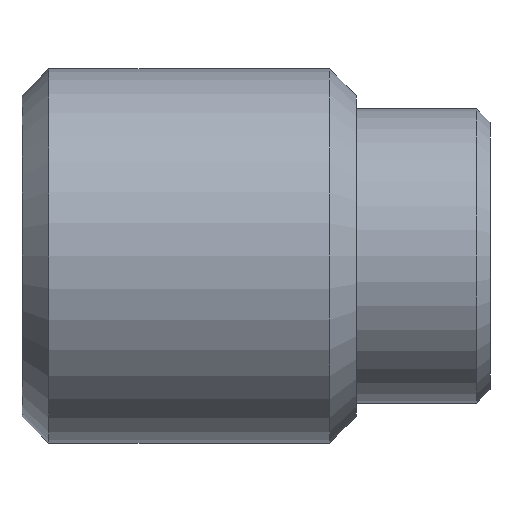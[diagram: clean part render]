
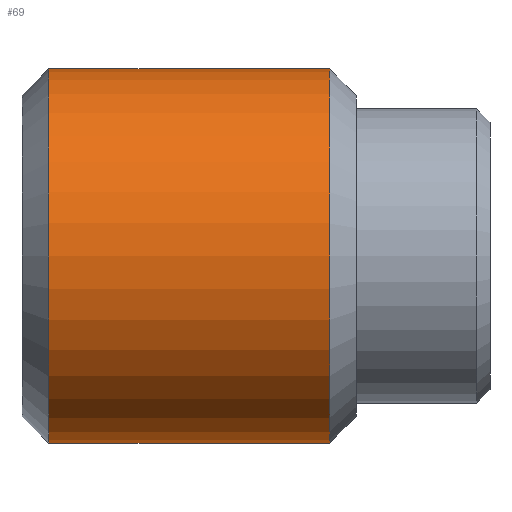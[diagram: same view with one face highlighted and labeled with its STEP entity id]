
A CAD part, left-side view. The second image highlights one B-rep face of the part: STEP entity #69.
In plain terms, the highlighted cylindrical face has radius 3.556 mm (diameter 7.112 mm), a partial arc.
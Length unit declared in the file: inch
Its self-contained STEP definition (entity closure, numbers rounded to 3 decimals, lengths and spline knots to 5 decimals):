
#21 = VERTEX_POINT ( 'NONE', #1296 ) ;
#69 = ADVANCED_FACE ( 'NONE', ( #893 ), #432, .T. ) ;
#88 = VECTOR ( 'NONE', #650, 39.37008 ) ;
#93 = CARTESIAN_POINT ( 'NONE',  ( -0.0675, -0.07497, 0.20544 ) ) ;
#176 = EDGE_LOOP ( 'NONE', ( #731, #984, #618, #1029 ) ) ;
#190 = CARTESIAN_POINT ( 'NONE',  ( -0.0675, -0.07497, 0.34544 ) ) ;
#203 = VERTEX_POINT ( 'NONE', #302 ) ;
#302 = CARTESIAN_POINT ( 'NONE',  ( -0.0675, -0.09497, 0.06544 ) ) ;
#338 = AXIS2_PLACEMENT_3D ( 'NONE', #579, #1291, #673 ) ;
#344 = CARTESIAN_POINT ( 'NONE',  ( -0.0675, -0.07497, 0.06544 ) ) ;
#355 = VERTEX_POINT ( 'NONE', #1114 ) ;
#432 = CYLINDRICAL_SURFACE ( 'NONE', #520, 0.14 ) ;
#455 = CIRCLE ( 'NONE', #1052, 0.14 ) ;
#520 = AXIS2_PLACEMENT_3D ( 'NONE', #93, #883, #754 ) ;
#579 = CARTESIAN_POINT ( 'NONE',  ( -0.0675, -0.30497, 0.20544 ) ) ;
#618 = ORIENTED_EDGE ( 'NONE', *, *, #1276, .T. ) ;
#625 = LINE ( 'NONE', #344, #88 ) ;
#640 = DIRECTION ( 'NONE',  ( 0., 0., 1. ) ) ;
#650 = DIRECTION ( 'NONE',  ( 0., -1., 0. ) ) ;
#673 = DIRECTION ( 'NONE',  ( 0., 0., 1. ) ) ;
#674 = VERTEX_POINT ( 'NONE', #916 ) ;
#731 = ORIENTED_EDGE ( 'NONE', *, *, #868, .F. ) ;
#741 = CARTESIAN_POINT ( 'NONE',  ( -0.0675, -0.09497, 0.20544 ) ) ;
#754 = DIRECTION ( 'NONE',  ( 0., 0., -1. ) ) ;
#768 = EDGE_CURVE ( 'NONE', #674, #203, #455, .T. ) ;
#868 = EDGE_CURVE ( 'NONE', #674, #355, #1292, .T. ) ;
#880 = EDGE_CURVE ( 'NONE', #21, #355, #1168, .T. ) ;
#883 = DIRECTION ( 'NONE',  ( 0., -1., 0. ) ) ;
#893 = FACE_OUTER_BOUND ( 'NONE', #176, .T. ) ;
#916 = CARTESIAN_POINT ( 'NONE',  ( -0.0675, -0.09497, 0.34544 ) ) ;
#941 = VECTOR ( 'NONE', #972, 39.37008 ) ;
#972 = DIRECTION ( 'NONE',  ( 0., -1., 0. ) ) ;
#984 = ORIENTED_EDGE ( 'NONE', *, *, #768, .T. ) ;
#1029 = ORIENTED_EDGE ( 'NONE', *, *, #880, .T. ) ;
#1052 = AXIS2_PLACEMENT_3D ( 'NONE', #741, #1056, #640 ) ;
#1056 = DIRECTION ( 'NONE',  ( 0., -1., 0. ) ) ;
#1114 = CARTESIAN_POINT ( 'NONE',  ( -0.0675, -0.30497, 0.34544 ) ) ;
#1168 = CIRCLE ( 'NONE', #338, 0.14 ) ;
#1276 = EDGE_CURVE ( 'NONE', #203, #21, #625, .T. ) ;
#1291 = DIRECTION ( 'NONE',  ( 0., 1., 0. ) ) ;
#1292 = LINE ( 'NONE', #190, #941 ) ;
#1296 = CARTESIAN_POINT ( 'NONE',  ( -0.0675, -0.30497, 0.06544 ) ) ;
